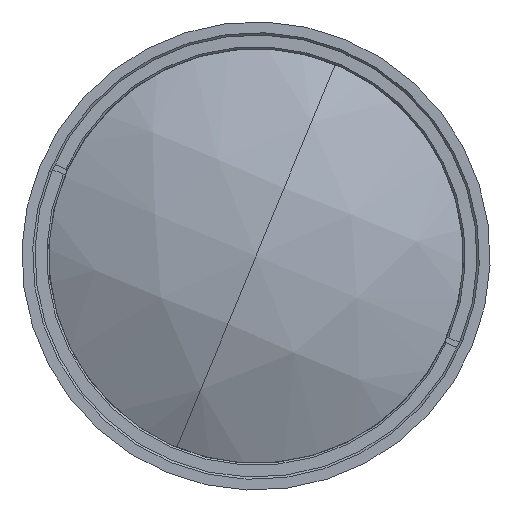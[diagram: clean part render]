
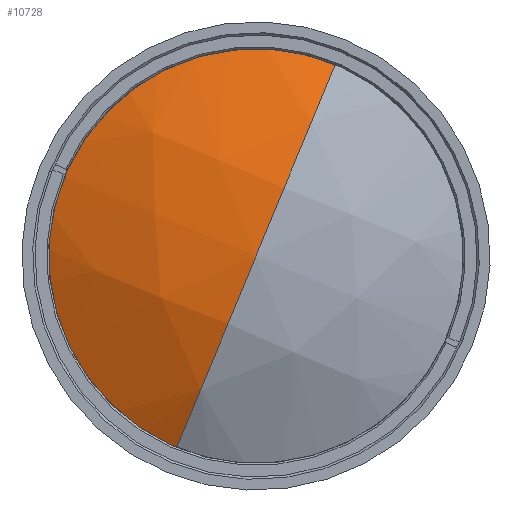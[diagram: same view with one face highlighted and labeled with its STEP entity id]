
A CAD part, left-side view. The second image highlights one B-rep face of the part: STEP entity #10728.
In plain terms, the highlighted free-form (B-spline) face has degree [3, 3] with [4, 4] control points.
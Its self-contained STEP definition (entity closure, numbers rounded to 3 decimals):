
#847 = DIRECTION ( 'NONE',  ( 0., -0.924, -0.382 ) ) ;
#1098 = CARTESIAN_POINT ( 'NONE',  ( -280.342, 38.274, -46.535 ) ) ;
#1197 = CARTESIAN_POINT ( 'NONE',  ( -280.342, 22.004, -53.258 ) ) ;
#1291 = CARTESIAN_POINT ( 'NONE',  ( -300.789, 11.481, 27.444 ) ) ;
#2806 = CARTESIAN_POINT ( 'NONE',  ( -285.29, 47.402, 42.286 ) ) ;
#3580 = VERTEX_POINT ( 'NONE', #13471 ) ;
#4105 = CARTESIAN_POINT ( 'NONE',  ( -300.789, -8.012, 19.391 ) ) ;
#4152 = EDGE_CURVE ( 'NONE', #5997, #3580, #10891, .T. ) ;
#4309 = CARTESIAN_POINT ( 'NONE',  ( -280.342, -5.733, 59.98 ) ) ;
#5072 = ORIENTED_EDGE ( 'NONE', *, *, #9684, .T. ) ;
#5997 = VERTEX_POINT ( 'NONE', #19351 ) ;
#6627 = DIRECTION ( 'NONE',  ( -1., 0., 0. ) ) ;
#6715 = CIRCLE ( 'NONE', #17989, 118.259 ) ;
#7055 = VERTEX_POINT ( 'NONE', #8890 ) ;
#7174 = EDGE_CURVE ( 'NONE', #3580, #7055, #6715, .T. ) ;
#7259 = CARTESIAN_POINT ( 'NONE',  ( -275.936, 10.02, 66.488 ) ) ;
#7354 = CARTESIAN_POINT ( 'NONE',  ( -280.342, -22.004, 53.258 ) ) ;
#7742 = ORIENTED_EDGE ( 'NONE', *, *, #7174, .T. ) ;
#7825 =( BOUNDED_SURFACE ( )  B_SPLINE_SURFACE ( 3, 3, ( 
 ( #1197, #1098, #13501, #18028 ),
 ( #14719, #10468, #8581, #14824 ),
 ( #4105, #1291, #14920, #2806 ),
 ( #7354, #4309, #7259, #8684 ) ),
 .UNSPECIFIED., .F., .F., .F. ) 
 B_SPLINE_SURFACE_WITH_KNOTS ( ( 4, 4 ),
 ( 4, 4 ),
 ( 0., 1. ),
 ( 0., 1. ),
 .UNSPECIFIED. ) 
 GEOMETRIC_REPRESENTATION_ITEM ( )  RATIONAL_B_SPLINE_SURFACE ( (
 ( 1., 0.979, 0.979, 1.),
 ( 0.916, 0.896, 0.896, 0.916),
 ( 0.916, 0.896, 0.896, 0.916),
 ( 1., 0.979, 0.979, 1.) ) ) 
 REPRESENTATION_ITEM ( '' )  SURFACE ( )  );
#8581 = CARTESIAN_POINT ( 'NONE',  ( -295.511, 46.376, -3.541 ) ) ;
#8684 = CARTESIAN_POINT ( 'NONE',  ( -267.405, 24.252, 72.369 ) ) ;
#8890 = CARTESIAN_POINT ( 'NONE',  ( -280.688, -21.765, 52.681 ) ) ;
#9684 = EDGE_CURVE ( 'NONE', #7055, #5997, #14056, .T. ) ;
#10468 = CARTESIAN_POINT ( 'NONE',  ( -300.789, 27.504, -11.338 ) ) ;
#10728 = ADVANCED_FACE ( 'NONE', ( #17328 ), #7825, .T. ) ;
#10862 = CARTESIAN_POINT ( 'NONE',  ( -280.688, 0., 0. ) ) ;
#10891 = CIRCLE ( 'NONE', #13798, 57. ) ;
#11262 = DIRECTION ( 'NONE',  ( 0., -0.924, -0.382 ) ) ;
#12488 = DIRECTION ( 'NONE',  ( 0., 0.924, 0.382 ) ) ;
#13239 = DIRECTION ( 'NONE',  ( -1., 0., 0. ) ) ;
#13471 = CARTESIAN_POINT ( 'NONE',  ( -280.688, 21.765, -52.681 ) ) ;
#13501 = CARTESIAN_POINT ( 'NONE',  ( -275.936, 54.027, -40.027 ) ) ;
#13798 = AXIS2_PLACEMENT_3D ( 'NONE', #10862, #6627, #11262 ) ;
#14056 = CIRCLE ( 'NONE', #18551, 57. ) ;
#14434 = ORIENTED_EDGE ( 'NONE', *, *, #4152, .T. ) ;
#14719 = CARTESIAN_POINT ( 'NONE',  ( -300.789, 8.012, -19.391 ) ) ;
#14824 = CARTESIAN_POINT ( 'NONE',  ( -285.29, 63.426, 3.504 ) ) ;
#14920 = CARTESIAN_POINT ( 'NONE',  ( -295.511, 30.352, 35.241 ) ) ;
#15393 = DIRECTION ( 'NONE',  ( 0., 0.382, -0.924 ) ) ;
#16056 = CARTESIAN_POINT ( 'NONE',  ( -280.688, 0., 0. ) ) ;
#17328 = FACE_OUTER_BOUND ( 'NONE', #18950, .T. ) ;
#17989 = AXIS2_PLACEMENT_3D ( 'NONE', #18797, #12488, #15393 ) ;
#18028 = CARTESIAN_POINT ( 'NONE',  ( -267.405, 68.259, -34.147 ) ) ;
#18551 = AXIS2_PLACEMENT_3D ( 'NONE', #16056, #13239, #847 ) ;
#18797 = CARTESIAN_POINT ( 'NONE',  ( -177.073, 0., 0. ) ) ;
#18950 = EDGE_LOOP ( 'NONE', ( #14434, #7742, #5072 ) ) ;
#19351 = CARTESIAN_POINT ( 'NONE',  ( -280.688, 52.681, 21.765 ) ) ;
